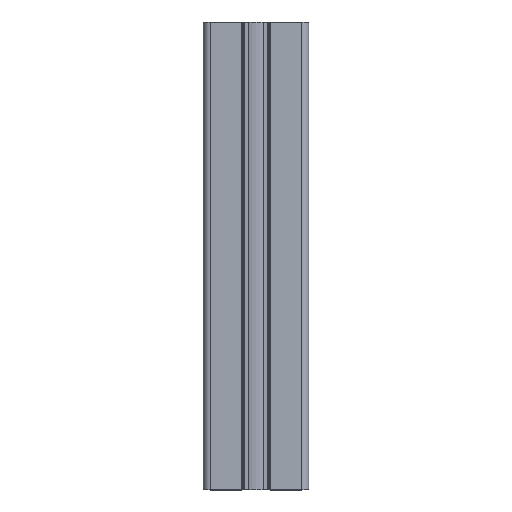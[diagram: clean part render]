
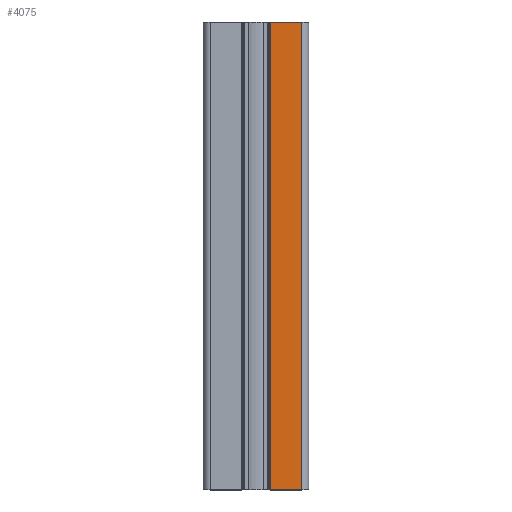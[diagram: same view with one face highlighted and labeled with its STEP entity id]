
A CAD part, top view. The second image highlights one B-rep face of the part: STEP entity #4075.
In plain terms, the highlighted planar face has unit normal (0, 0, 1).
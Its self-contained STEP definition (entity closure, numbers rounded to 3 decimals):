
#62=PLANE('',#4377);
#213=FACE_OUTER_BOUND('',#423,.T.);
#423=EDGE_LOOP('',(#2969,#2970,#2971,#2972));
#722=LINE('',#6386,#1138);
#723=LINE('',#6390,#1139);
#724=LINE('',#6392,#1140);
#725=LINE('',#6393,#1141);
#1138=VECTOR('',#5128,200.);
#1139=VECTOR('',#5133,13.4);
#1140=VECTOR('',#5134,200.);
#1141=VECTOR('',#5135,13.4);
#1775=VERTEX_POINT('',#6383);
#1776=VERTEX_POINT('',#6385);
#1777=VERTEX_POINT('',#6389);
#1778=VERTEX_POINT('',#6391);
#2267=EDGE_CURVE('',#1776,#1775,#722,.T.);
#2269=EDGE_CURVE('',#1775,#1777,#723,.T.);
#2270=EDGE_CURVE('',#1778,#1777,#724,.T.);
#2271=EDGE_CURVE('',#1776,#1778,#725,.T.);
#2969=ORIENTED_EDGE('',*,*,#2269,.T.);
#2970=ORIENTED_EDGE('',*,*,#2270,.F.);
#2971=ORIENTED_EDGE('',*,*,#2271,.F.);
#2972=ORIENTED_EDGE('',*,*,#2267,.T.);
#4075=ADVANCED_FACE('',(#213),#62,.T.);
#4377=AXIS2_PLACEMENT_3D('',#6388,#5131,#5132);
#5128=DIRECTION('',(0.,1.,0.));
#5131=DIRECTION('center_axis',(0.,0.,1.));
#5132=DIRECTION('ref_axis',(1.,0.,0.));
#5133=DIRECTION('',(-1.,0.,0.));
#5134=DIRECTION('',(0.,1.,0.));
#5135=DIRECTION('',(-1.,0.,0.));
#6383=CARTESIAN_POINT('',(19.5,200.,22.5));
#6385=CARTESIAN_POINT('',(19.5,0.,22.5));
#6386=CARTESIAN_POINT('',(19.5,0.,22.5));
#6388=CARTESIAN_POINT('Origin',(6.1,0.,22.5));
#6389=CARTESIAN_POINT('',(6.1,200.,22.5));
#6390=CARTESIAN_POINT('',(3.05,200.,22.5));
#6391=CARTESIAN_POINT('',(6.1,0.,22.5));
#6392=CARTESIAN_POINT('',(6.1,0.,22.5));
#6393=CARTESIAN_POINT('',(3.05,0.,22.5));
